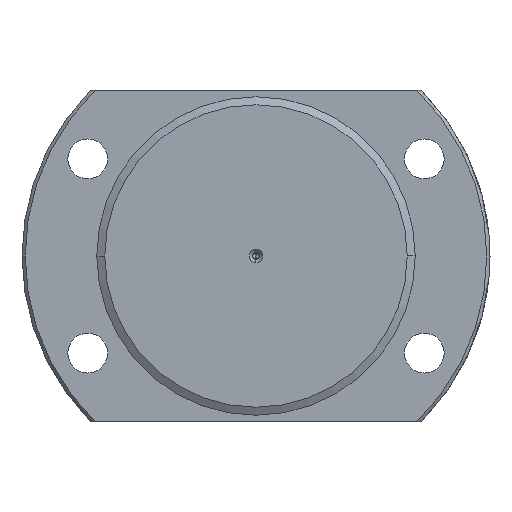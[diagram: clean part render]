
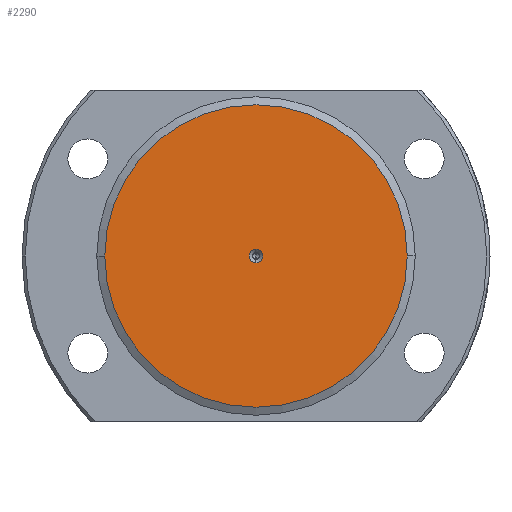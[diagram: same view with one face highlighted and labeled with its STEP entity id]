
A CAD part, left-side view. The second image highlights one B-rep face of the part: STEP entity #2290.
In plain terms, the highlighted planar face has unit normal (-1, 0, 0).
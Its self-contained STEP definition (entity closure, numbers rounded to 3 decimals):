
#49 = DIRECTION ( 'NONE',  ( 0., -1., 0. ) ) ;
#70 = DIRECTION ( 'NONE',  ( 0., -1., 0. ) ) ;
#227 = VERTEX_POINT ( 'NONE', #1919 ) ;
#296 = DIRECTION ( 'NONE',  ( -1., 0., 0. ) ) ;
#372 = CIRCLE ( 'NONE', #2814, 47.5 ) ;
#454 = CARTESIAN_POINT ( 'NONE',  ( 0., 47.5, 0. ) ) ;
#499 = AXIS2_PLACEMENT_3D ( 'NONE', #2258, #3124, #1699 ) ;
#537 = CARTESIAN_POINT ( 'NONE',  ( 0., -47.5, 0. ) ) ;
#982 = DIRECTION ( 'NONE',  ( -1., 0., 0. ) ) ;
#1035 = EDGE_LOOP ( 'NONE', ( #2123, #2527 ) ) ;
#1062 = DIRECTION ( 'NONE',  ( 0., -1., 0. ) ) ;
#1096 = DIRECTION ( 'NONE',  ( 1., 0., 0. ) ) ;
#1265 = AXIS2_PLACEMENT_3D ( 'NONE', #1948, #1096, #1062 ) ;
#1325 = CIRCLE ( 'NONE', #1265, 2.075 ) ;
#1378 = EDGE_LOOP ( 'NONE', ( #3646, #2866 ) ) ;
#1514 = VERTEX_POINT ( 'NONE', #454 ) ;
#1693 = PLANE ( 'NONE',  #3484 ) ;
#1699 = DIRECTION ( 'NONE',  ( 0., -1., 0. ) ) ;
#1735 = EDGE_CURVE ( 'NONE', #1514, #2204, #2044, .T. ) ;
#1828 = VERTEX_POINT ( 'NONE', #2912 ) ;
#1919 = CARTESIAN_POINT ( 'NONE',  ( 0., 0., -2.075 ) ) ;
#1948 = CARTESIAN_POINT ( 'NONE',  ( 0., 0., 0. ) ) ;
#1963 = FACE_BOUND ( 'NONE', #1035, .T. ) ;
#2044 = CIRCLE ( 'NONE', #499, 47.5 ) ;
#2083 = EDGE_CURVE ( 'NONE', #1828, #227, #1325, .T. ) ;
#2123 = ORIENTED_EDGE ( 'NONE', *, *, #2083, .T. ) ;
#2204 = VERTEX_POINT ( 'NONE', #537 ) ;
#2258 = CARTESIAN_POINT ( 'NONE',  ( 0., 0., 0. ) ) ;
#2281 = AXIS2_PLACEMENT_3D ( 'NONE', #2901, #3240, #49 ) ;
#2290 = ADVANCED_FACE ( 'NONE', ( #1963, #3116 ), #1693, .T. ) ;
#2374 = EDGE_CURVE ( 'NONE', #2204, #1514, #372, .T. ) ;
#2527 = ORIENTED_EDGE ( 'NONE', *, *, #2854, .T. ) ;
#2644 = CARTESIAN_POINT ( 'NONE',  ( 0., 0., 0. ) ) ;
#2814 = AXIS2_PLACEMENT_3D ( 'NONE', #2644, #982, #70 ) ;
#2833 = DIRECTION ( 'NONE',  ( 0., -1., 0. ) ) ;
#2854 = EDGE_CURVE ( 'NONE', #227, #1828, #3472, .T. ) ;
#2866 = ORIENTED_EDGE ( 'NONE', *, *, #2374, .T. ) ;
#2901 = CARTESIAN_POINT ( 'NONE',  ( 0., 0., 0. ) ) ;
#2912 = CARTESIAN_POINT ( 'NONE',  ( 0., 0., 2.075 ) ) ;
#3116 = FACE_OUTER_BOUND ( 'NONE', #1378, .T. ) ;
#3124 = DIRECTION ( 'NONE',  ( -1., 0., 0. ) ) ;
#3172 = CARTESIAN_POINT ( 'NONE',  ( 0., 0., 0. ) ) ;
#3240 = DIRECTION ( 'NONE',  ( 1., 0., 0. ) ) ;
#3472 = CIRCLE ( 'NONE', #2281, 2.075 ) ;
#3484 = AXIS2_PLACEMENT_3D ( 'NONE', #3172, #296, #2833 ) ;
#3646 = ORIENTED_EDGE ( 'NONE', *, *, #1735, .T. ) ;
